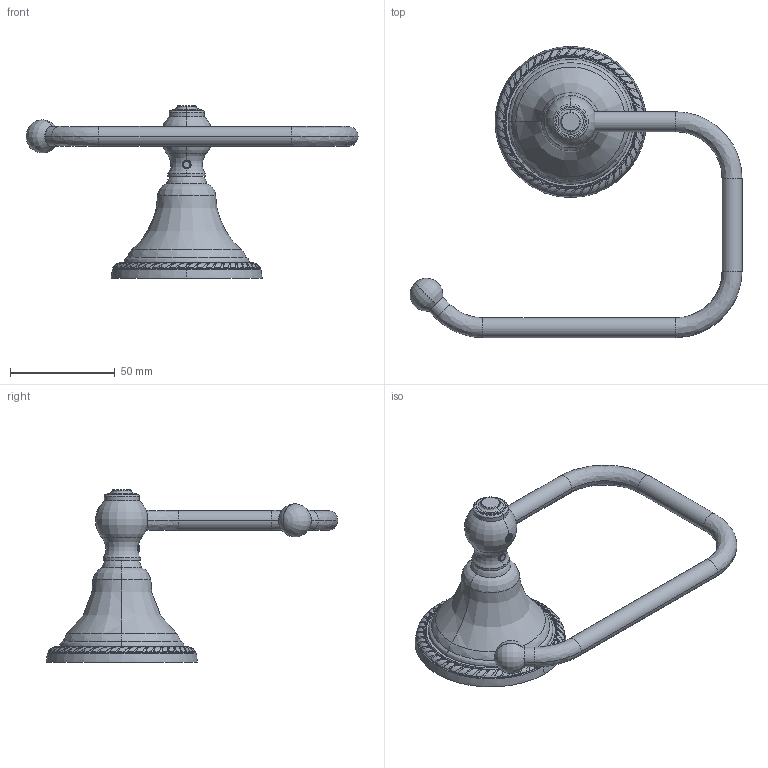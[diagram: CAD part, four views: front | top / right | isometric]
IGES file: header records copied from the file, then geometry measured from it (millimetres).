
Start section:  PTC IGES file: 15-27_web.igs
Global section: file name: 15-27_web.igs; native system: Pro/ENGINEER by Parametric Technology Corporation; preprocessor: 2009300; author: rathishkumar; organization: Unknown; date: 20100713.112026; units: inch
Bounding box: 158.63 x 139.32 x 82.42 mm (x, y, z)
Surface area: 30497.1 mm2 (no closed solid volume)
Topology: 0 solids, 0 shells, 446 faces, 1955 edges, 1953 vertices
Faces by surface type: revolution 227, bspline 119, extrusion 100
